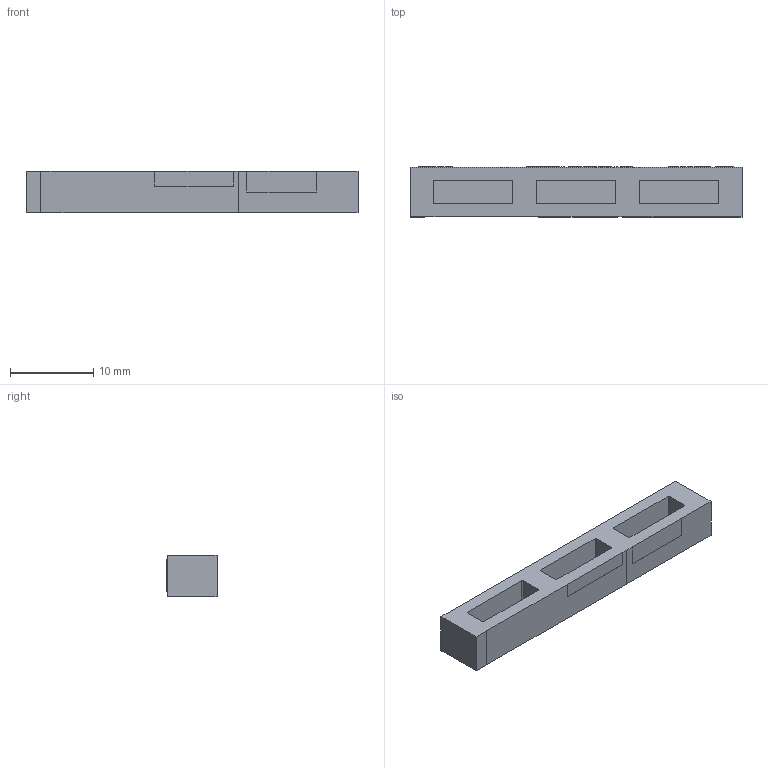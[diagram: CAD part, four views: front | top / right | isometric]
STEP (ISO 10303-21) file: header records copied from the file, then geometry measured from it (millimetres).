
FILE_DESCRIPTION (( 'STEP AP214' ), '1' );
FILE_NAME ('PA.700.J_Web.STEP', '2020-01-03T07:05:21', ( '' ), ( '' ), 'SwSTEP 2.0', 'SolidWorks 2017', '' );
FILE_SCHEMA (( 'AUTOMOTIVE_DESIGN' ));
Length unit declared in the file: millimetre
Products named in the file (2): PA.700.J_Web
Bounding box: 40 x 6.03 x 5 mm (x, y, z)
Volume: 961.8 mm3; surface area: 1163.6 mm2
Topology: 1 solids, 1 shells, 435 faces, 1086 edges, 724 vertices
Faces by surface type: plane 244, bspline 171, cylinder 20
Entity records: 20696 total; most frequent: CARTESIAN_POINT 7019, ORIENTED_EDGE 2172, DIRECTION 1316, EDGE_CURVE 1086, VERTEX_POINT 724, VECTOR 704, LINE 704, EDGE_LOOP 506
